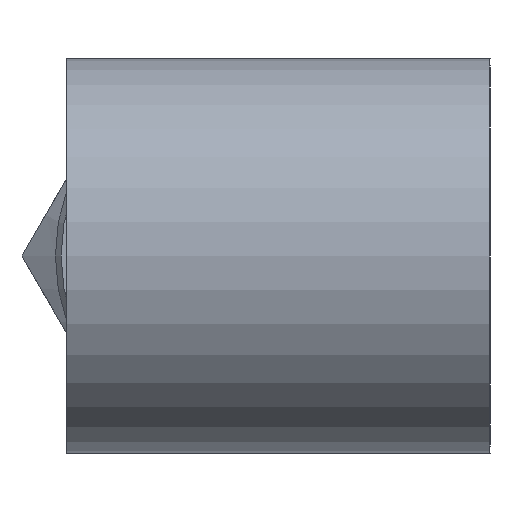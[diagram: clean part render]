
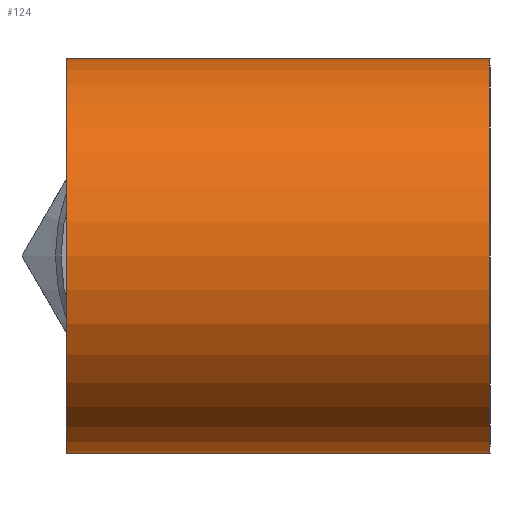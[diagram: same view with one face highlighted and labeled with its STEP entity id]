
A CAD part, left-side view. The second image highlights one B-rep face of the part: STEP entity #124.
In plain terms, the highlighted cylindrical face has radius 7 mm (diameter 14 mm), a partial arc.
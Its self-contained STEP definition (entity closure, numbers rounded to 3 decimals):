
#124 = ADVANCED_FACE ( 'NONE', ( #1549 ), #1523, .T. ) ;
#156 = EDGE_CURVE ( 'NONE', #1276, #1274, #491, .T. ) ;
#157 = EDGE_CURVE ( 'NONE', #1277, #1278, #483, .T. ) ;
#161 = EDGE_CURVE ( 'NONE', #1274, #1277, #1350, .T. ) ;
#164 = EDGE_CURVE ( 'NONE', #1276, #1278, #1349, .T. ) ;
#204 = DIRECTION ( 'NONE',  ( 0., 0., 1. ) ) ;
#205 = DIRECTION ( 'NONE',  ( 0., 1., 0. ) ) ;
#206 = CARTESIAN_POINT ( 'NONE',  ( 0., 13.586, 0. ) ) ;
#250 = AXIS2_PLACEMENT_3D ( 'NONE', #206, #205, #204 ) ;
#433 = VECTOR ( 'NONE', #853, 1000. ) ;
#437 = VECTOR ( 'NONE', #845, 1000. ) ;
#483 = CIRCLE ( 'NONE', #485, 7. ) ;
#485 = AXIS2_PLACEMENT_3D ( 'NONE', #798, #799, #800 ) ;
#491 = CIRCLE ( 'NONE', #497, 7. ) ;
#497 = AXIS2_PLACEMENT_3D ( 'NONE', #795, #796, #797 ) ;
#795 = CARTESIAN_POINT ( 'NONE',  ( 0., -8.5, 0. ) ) ;
#796 = DIRECTION ( 'NONE',  ( 0., -1., 0. ) ) ;
#797 = DIRECTION ( 'NONE',  ( 0., 0., -1. ) ) ;
#798 = CARTESIAN_POINT ( 'NONE',  ( 0., 6.5, 0. ) ) ;
#799 = DIRECTION ( 'NONE',  ( 0., 1., 0. ) ) ;
#800 = DIRECTION ( 'NONE',  ( 0., 0., 1. ) ) ;
#844 = CARTESIAN_POINT ( 'NONE',  ( 0., 13.586, -7. ) ) ;
#845 = DIRECTION ( 'NONE',  ( 0., 1., 0. ) ) ;
#852 = CARTESIAN_POINT ( 'NONE',  ( 0., 13.586, 7. ) ) ;
#853 = DIRECTION ( 'NONE',  ( 0., 1., 0. ) ) ;
#939 = CARTESIAN_POINT ( 'NONE',  ( 0., -8.5, -7. ) ) ;
#941 = CARTESIAN_POINT ( 'NONE',  ( 0., -8.5, 7. ) ) ;
#942 = CARTESIAN_POINT ( 'NONE',  ( 0., 6.5, -7. ) ) ;
#943 = CARTESIAN_POINT ( 'NONE',  ( 0., 6.5, 7. ) ) ;
#1197 = ORIENTED_EDGE ( 'NONE', *, *, #156, .F. ) ;
#1198 = ORIENTED_EDGE ( 'NONE', *, *, #157, .F. ) ;
#1274 = VERTEX_POINT ( 'NONE', #939 ) ;
#1276 = VERTEX_POINT ( 'NONE', #941 ) ;
#1277 = VERTEX_POINT ( 'NONE', #942 ) ;
#1278 = VERTEX_POINT ( 'NONE', #943 ) ;
#1301 = ORIENTED_EDGE ( 'NONE', *, *, #164, .T. ) ;
#1302 = ORIENTED_EDGE ( 'NONE', *, *, #161, .F. ) ;
#1349 = LINE ( 'NONE', #852, #433 ) ;
#1350 = LINE ( 'NONE', #844, #437 ) ;
#1523 = CYLINDRICAL_SURFACE ( 'NONE', #250, 7. ) ;
#1539 = EDGE_LOOP ( 'NONE', ( #1302, #1197, #1301, #1198 ) ) ;
#1549 = FACE_OUTER_BOUND ( 'NONE', #1539, .T. ) ;
